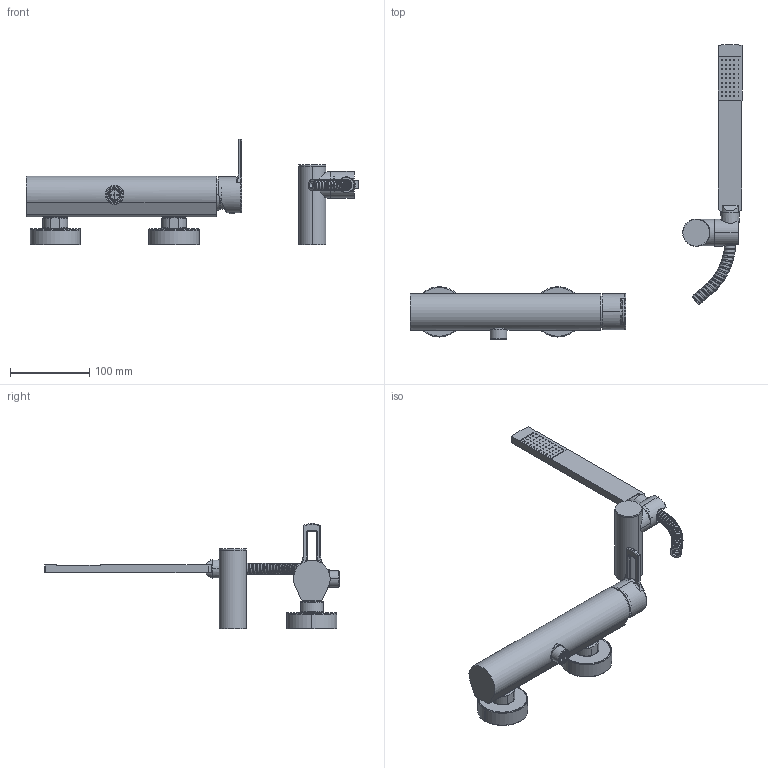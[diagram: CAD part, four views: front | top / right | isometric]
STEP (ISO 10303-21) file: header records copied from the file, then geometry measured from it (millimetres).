
FILE_DESCRIPTION((''),'2;1');
FILE_NAME('RIN168DCR','2021-04-29T10:45:09',('ut3'),('PAFFONI SpA'),'CREO PARAMETRIC BY PTC INC, 2020044','CREO PARAMETRIC BY PTC INC, 2020044','');
FILE_SCHEMA(('CONFIG_CONTROL_DESIGN','SHAPE_APPEARANCE_LAYERS_GROUPS'));
Length unit declared in the file: millimetre
Products named in the file (1): RIN168DCR
Bounding box: 419.75 x 372.84 x 132.95 mm (x, y, z)
Volume: 391146.7 mm3; surface area: 238570.3 mm2
Topology: 6 solids, 6 shells, 2152 faces, 5552 edges, 3475 vertices
Faces by surface type: plane 1134, cylinder 551, torus 157, cone 141, bspline 119, sphere 50
Entity records: 120846 total; most frequent: CARTESIAN_POINT 54230, ORIENTED_EDGE 11066, DIRECTION 10419, EDGE_CURVE 5533, AXIS2_PLACEMENT_3D 3656, VERTEX_POINT 3474, VECTOR 3107, LINE 3107
